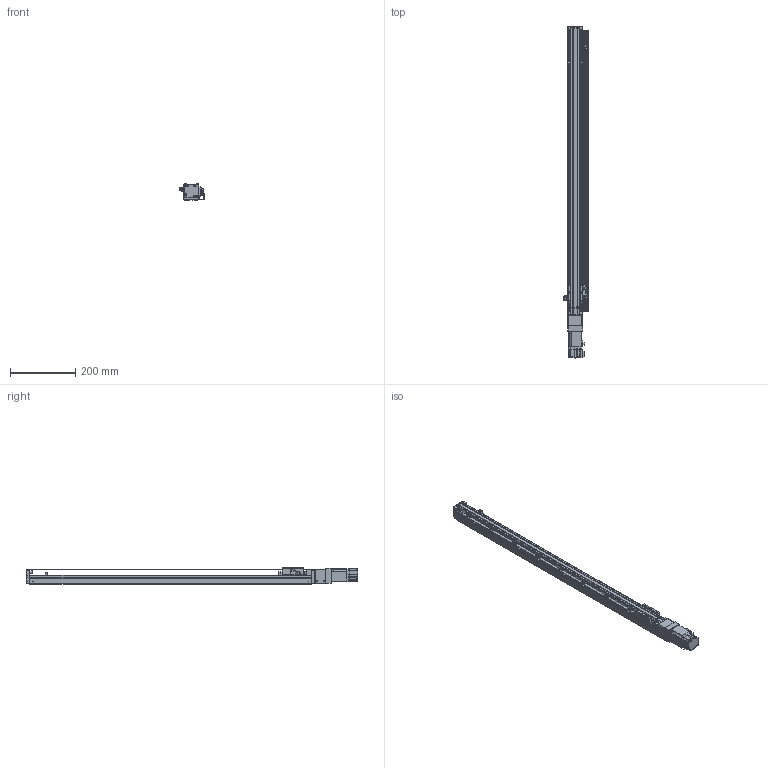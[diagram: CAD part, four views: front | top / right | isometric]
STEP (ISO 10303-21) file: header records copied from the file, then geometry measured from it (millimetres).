
FILE_DESCRIPTION(/* description */ ('MANUFACTURE'),/* implementation_level */ '2;1');
FILE_NAME(/* name */ 'HG45-S10-N-0750-R10.stp',/* time_stamp */ '2024-03-05T09:41:56+09:00',/* author */ ('User'),/* organization */ (''),/* preprocessor_version */ 'ST-DEVELOPER v18.1',/* originating_system */ 'Autodesk Inventor 2022',/* authorisation */ 'LIP');
FILE_SCHEMA (('AUTOMOTIVE_DESIGN { 1 0 10303 214 3 1 1 }'));
Length unit declared in the file: millimetre
Products named in the file (17): HG45-S10-N-0500-R10 - 간소화; HR45 S BASE; HR45 REAR BLOCK; HR45 FRONT BLOCK; HR45 MOTOR PLATE; HR45 STOPPER; hg-kr13_; HR45 SENSOR RAIL; HR45 SENSOR DOG; HC45 - TABLE (SFSR); HR45 UPCOVER-28mm; SDWA-22C; NIPPLE CAP(신규); hsr_ftht_A-M6F_grease_nipple_joint; COUPLING COVER; ESF1210 NUT; EE_SX674A
Assembly tree (21 placements, depth 2):
  HG45-S10-N-0500-R10 - 간소화
    HR45 S BASE
    HR45 REAR BLOCK
    HR45 FRONT BLOCK
    HR45 MOTOR PLATE
    HR45 STOPPER  x4
    hg-kr13_
    HR45 SENSOR RAIL
    HR45 SENSOR DOG
    EE_SX674A  x3
    HC45 - TABLE (SFSR)
    HR45 UPCOVER-28mm
    SDWA-22C
    NIPPLE CAP(신규)
    hsr_ftht_A-M6F_grease_nipple_joint
    COUPLING COVER
    ESF1210 NUT
Bounding box: 73.96 x 1020.4 x 50 mm (x, y, z)
Volume: 876472 mm3; surface area: 457927.8 mm2
Topology: 21 solids, 29 shells, 1668 faces, 4339 edges, 2797 vertices
Faces by surface type: plane 845, cylinder 528, cone 190, torus 76, bspline 21, sphere 8
Full cylindrical faces by diameter (mm): 1 x1, 2 x10, 2.013 x2, 2.05 x8, 2.459 x50, 2.5 x12, 2.6 x24, 2.7 x2, 2.8 x4, 3 x16, 3.242 x26, 3.4 x16, 3.5 x20, 4 x9, 4.134 x1, 4.5 x50, 4.9 x2, 4.917 x2, 5.15 x10, 5.6 x3, 5.9 x2, 6 x19, 6.5 x6, 8 x19, 9 x6, 10 x1, 10.7 x2, 12 x1, 13 x1, 18 x1
Entity records: 51424 total; most frequent: CARTESIAN_POINT 11243, DIRECTION 8440, ORIENTED_EDGE 7970, EDGE_CURVE 3985, AXIS2_PLACEMENT_3D 3136, VERTEX_POINT 2610, LINE 2168, VECTOR 2168
